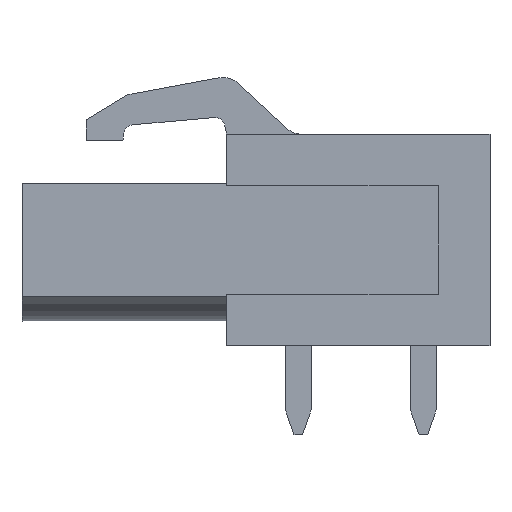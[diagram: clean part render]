
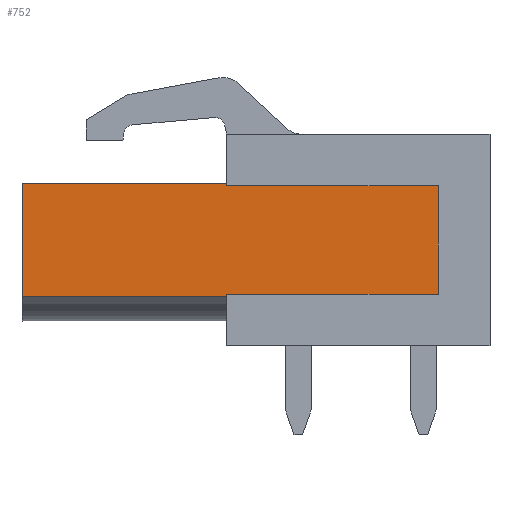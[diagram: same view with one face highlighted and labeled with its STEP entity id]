
A CAD part, front view. The second image highlights one B-rep face of the part: STEP entity #752.
In plain terms, the highlighted planar face has unit normal (0, -1, 0).
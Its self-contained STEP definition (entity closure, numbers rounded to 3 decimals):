
#752 = ADVANCED_FACE( '', ( #1555 ), #1556, .F. );
#1555 = FACE_OUTER_BOUND( '', #2686, .T. );
#1556 = PLANE( '', #2687 );
#2686 = EDGE_LOOP( '', ( #4790, #4791, #4792, #4793, #4794, #4795, #4796, #4797 ) );
#2687 = AXIS2_PLACEMENT_3D( '', #4798, #4799, #4800 );
#4790 = ORIENTED_EDGE( '', *, *, #5912, .F. );
#4791 = ORIENTED_EDGE( '', *, *, #5865, .T. );
#4792 = ORIENTED_EDGE( '', *, *, #6270, .F. );
#4793 = ORIENTED_EDGE( '', *, *, #6009, .F. );
#4794 = ORIENTED_EDGE( '', *, *, #5653, .T. );
#4795 = ORIENTED_EDGE( '', *, *, #5809, .T. );
#4796 = ORIENTED_EDGE( '', *, *, #5477, .F. );
#4797 = ORIENTED_EDGE( '', *, *, #6299, .T. );
#4798 = CARTESIAN_POINT( '', ( -1.2, 1., 4.3 ) );
#4799 = DIRECTION( '', ( 0., 1., 0. ) );
#4800 = DIRECTION( '', ( 0., 0., 1. ) );
#5477 = EDGE_CURVE( '', #6438, #6440, #6441, .T. );
#5653 = EDGE_CURVE( '', #6756, #6754, #6757, .T. );
#5809 = EDGE_CURVE( '', #6754, #6440, #7008, .T. );
#5865 = EDGE_CURVE( '', #7098, #7096, #7099, .T. );
#5912 = EDGE_CURVE( '', #7098, #7173, #7176, .T. );
#6009 = EDGE_CURVE( '', #6756, #7320, #7321, .T. );
#6270 = EDGE_CURVE( '', #7320, #7096, #7666, .T. );
#6299 = EDGE_CURVE( '', #6438, #7173, #7699, .T. );
#6438 = VERTEX_POINT( '', #7855 );
#6440 = VERTEX_POINT( '', #7858 );
#6441 = LINE( '', #7859, #7860 );
#6754 = VERTEX_POINT( '', #8308 );
#6756 = VERTEX_POINT( '', #8311 );
#6757 = LINE( '', #8312, #8313 );
#7008 = LINE( '', #8670, #8671 );
#7096 = VERTEX_POINT( '', #8794 );
#7098 = VERTEX_POINT( '', #8797 );
#7099 = LINE( '', #8798, #8799 );
#7173 = VERTEX_POINT( '', #8903 );
#7176 = LINE( '', #8908, #8909 );
#7320 = VERTEX_POINT( '', #9112 );
#7321 = LINE( '', #9113, #9114 );
#7666 = LINE( '', #9620, #9621 );
#7699 = LINE( '', #9669, #9670 );
#7855 = CARTESIAN_POINT( '', ( -9.5, 1., 2.3 ) );
#7858 = CARTESIAN_POINT( '', ( -1.2, 1., 2.3 ) );
#7859 = CARTESIAN_POINT( '', ( -1.2, 1., 2.3 ) );
#7860 = VECTOR( '', #9879, 1000. );
#8308 = CARTESIAN_POINT( '', ( -1.2, 1., 2.65 ) );
#8311 = CARTESIAN_POINT( '', ( 7.4, 1., 2.65 ) );
#8312 = CARTESIAN_POINT( '', ( 7.4, 1., 2.65 ) );
#8313 = VECTOR( '', #10076, 1000. );
#8670 = CARTESIAN_POINT( '', ( -1.2, 1., 2.65 ) );
#8671 = VECTOR( '', #10238, 1000. );
#8794 = CARTESIAN_POINT( '', ( -1.2, 1., -2.65 ) );
#8797 = CARTESIAN_POINT( '', ( -1.2, 1., -2.3 ) );
#8798 = CARTESIAN_POINT( '', ( -1.2, 1., 2.65 ) );
#8799 = VECTOR( '', #10296, 1000. );
#8903 = CARTESIAN_POINT( '', ( -9.5, 1., -2.3 ) );
#8908 = CARTESIAN_POINT( '', ( -1.2, 1., -2.3 ) );
#8909 = VECTOR( '', #10344, 1000. );
#9112 = CARTESIAN_POINT( '', ( 7.4, 1., -2.65 ) );
#9113 = CARTESIAN_POINT( '', ( 7.4, 1., 2.65 ) );
#9114 = VECTOR( '', #10449, 1000. );
#9620 = CARTESIAN_POINT( '', ( 7.4, 1., -2.65 ) );
#9621 = VECTOR( '', #10686, 1000. );
#9669 = CARTESIAN_POINT( '', ( -9.5, 1., 4.3 ) );
#9670 = VECTOR( '', #10709, 1000. );
#9879 = DIRECTION( '', ( 1., 0., 0. ) );
#10076 = DIRECTION( '', ( -1., 0., 0. ) );
#10238 = DIRECTION( '', ( 0., 0., -1. ) );
#10296 = DIRECTION( '', ( 0., 0., -1. ) );
#10344 = DIRECTION( '', ( -1., 0., 0. ) );
#10449 = DIRECTION( '', ( 0., 0., -1. ) );
#10686 = DIRECTION( '', ( -1., 0., 0. ) );
#10709 = DIRECTION( '', ( 0., 0., -1. ) );
